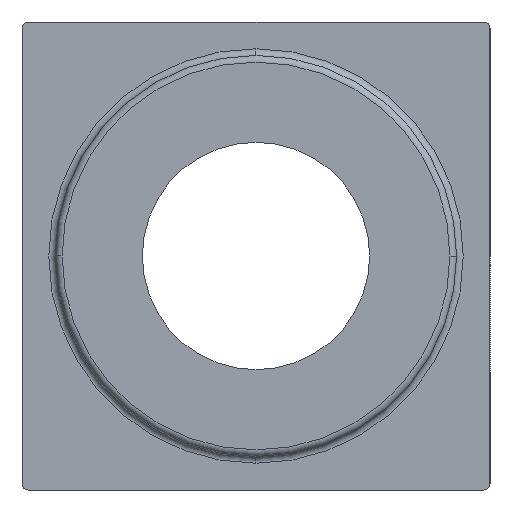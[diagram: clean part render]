
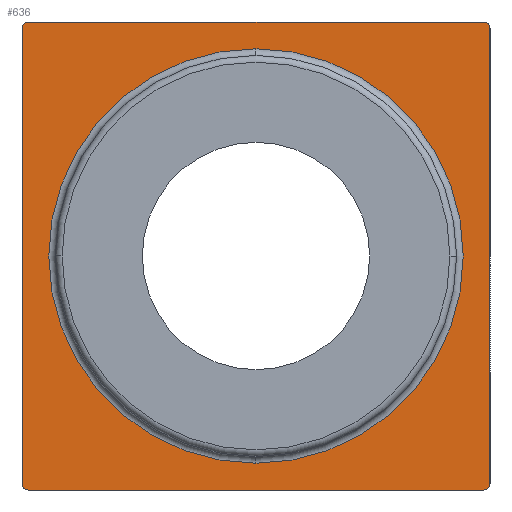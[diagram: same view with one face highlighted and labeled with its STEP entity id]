
A CAD part, left-side view. The second image highlights one B-rep face of the part: STEP entity #636.
In plain terms, the highlighted planar face has unit normal (-1, 0, 0).
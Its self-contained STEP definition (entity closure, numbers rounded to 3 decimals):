
#26 = DIRECTION ( 'NONE',  ( 1., 0., 0. ) ) ;
#27 = CARTESIAN_POINT ( 'NONE',  ( -74., 0., 35. ) ) ;
#28 = DIRECTION ( 'NONE',  ( 0., 0., -1. ) ) ;
#29 = AXIS2_PLACEMENT_3D ( 'NONE', #27, #26, #28 ) ;
#30 = DIRECTION ( 'NONE',  ( -1., 0., 0. ) ) ;
#31 = AXIS2_PLACEMENT_3D ( 'NONE', #33, #30, #38 ) ;
#33 = CARTESIAN_POINT ( 'NONE',  ( -74., -34., 69. ) ) ;
#35 = CIRCLE ( 'NONE', #31, 1. ) ;
#38 = DIRECTION ( 'NONE',  ( 0., 0., -1. ) ) ;
#39 = CARTESIAN_POINT ( 'NONE',  ( -74., 34., 70. ) ) ;
#58 = CARTESIAN_POINT ( 'NONE',  ( -74., -34., 70. ) ) ;
#299 = CARTESIAN_POINT ( 'NONE',  ( -74., 34., 0. ) ) ;
#316 = DIRECTION ( 'NONE',  ( 0., -1., 0. ) ) ;
#317 = VECTOR ( 'NONE', #316, 1000. ) ;
#318 = CARTESIAN_POINT ( 'NONE',  ( -74., 35., 0. ) ) ;
#319 = LINE ( 'NONE', #318, #317 ) ;
#320 = CARTESIAN_POINT ( 'NONE',  ( -74., 35., 69. ) ) ;
#321 = DIRECTION ( 'NONE',  ( 0., 0., -1. ) ) ;
#322 = DIRECTION ( 'NONE',  ( -1., 0., 0. ) ) ;
#323 = CARTESIAN_POINT ( 'NONE',  ( -74., 34., 69. ) ) ;
#324 = AXIS2_PLACEMENT_3D ( 'NONE', #323, #322, #321 ) ;
#359 = CIRCLE ( 'NONE', #324, 1. ) ;
#360 = DIRECTION ( 'NONE',  ( 0., -1., 0. ) ) ;
#361 = VECTOR ( 'NONE', #360, 1000. ) ;
#362 = CARTESIAN_POINT ( 'NONE',  ( -74., 35., 70. ) ) ;
#363 = LINE ( 'NONE', #362, #361 ) ;
#380 = CARTESIAN_POINT ( 'NONE',  ( -74., -35., 69. ) ) ;
#381 = DIRECTION ( 'NONE',  ( 0., 0., -1. ) ) ;
#382 = VECTOR ( 'NONE', #381, 1000. ) ;
#383 = CARTESIAN_POINT ( 'NONE',  ( -74., -35., 17.5 ) ) ;
#384 = LINE ( 'NONE', #383, #382 ) ;
#418 = DIRECTION ( 'NONE',  ( 0., 0., -1. ) ) ;
#419 = DIRECTION ( 'NONE',  ( -1., 0., 0. ) ) ;
#420 = CARTESIAN_POINT ( 'NONE',  ( -74., 34., 1. ) ) ;
#421 = AXIS2_PLACEMENT_3D ( 'NONE', #420, #419, #418 ) ;
#422 = CIRCLE ( 'NONE', #421, 1. ) ;
#423 = CARTESIAN_POINT ( 'NONE',  ( -74., 35., 1. ) ) ;
#424 = DIRECTION ( 'NONE',  ( 0., 0., -1. ) ) ;
#425 = VECTOR ( 'NONE', #424, 1000. ) ;
#426 = CARTESIAN_POINT ( 'NONE',  ( -74., 35., 17.5 ) ) ;
#427 = LINE ( 'NONE', #426, #425 ) ;
#428 = DIRECTION ( 'NONE',  ( 0., 0., -1. ) ) ;
#429 = DIRECTION ( 'NONE',  ( 1., 0., 0. ) ) ;
#430 = CARTESIAN_POINT ( 'NONE',  ( -74., 35., 17.5 ) ) ;
#431 = AXIS2_PLACEMENT_3D ( 'NONE', #430, #429, #428 ) ;
#432 = PLANE ( 'NONE',  #431 ) ;
#433 = FACE_OUTER_BOUND ( 'NONE', #540, .T. ) ;
#434 = FACE_BOUND ( 'NONE', #604, .T. ) ;
#435 = CARTESIAN_POINT ( 'NONE',  ( -74., -35., 1. ) ) ;
#436 = DIRECTION ( 'NONE',  ( 0., 0., -1. ) ) ;
#437 = DIRECTION ( 'NONE',  ( -1., 0., 0. ) ) ;
#438 = CARTESIAN_POINT ( 'NONE',  ( -74., -34., 1. ) ) ;
#439 = AXIS2_PLACEMENT_3D ( 'NONE', #438, #437, #436 ) ;
#440 = CIRCLE ( 'NONE', #439, 1. ) ;
#441 = CARTESIAN_POINT ( 'NONE',  ( -74., -34., 0. ) ) ;
#473 = EDGE_CURVE ( 'NONE', #474, #475, #751, .T. ) ;
#474 = VERTEX_POINT ( 'NONE', #872 ) ;
#475 = VERTEX_POINT ( 'NONE', #871 ) ;
#539 = EDGE_CURVE ( 'NONE', #475, #474, #916, .T. ) ;
#540 = EDGE_LOOP ( 'NONE', ( #618, #633, #601, #544, #547, #614, #637, #640 ) ) ;
#544 = ORIENTED_EDGE ( 'NONE', *, *, #545, .T. ) ;
#545 = EDGE_CURVE ( 'NONE', #603, #546, #35, .T. ) ;
#546 = VERTEX_POINT ( 'NONE', #58 ) ;
#547 = ORIENTED_EDGE ( 'NONE', *, *, #613, .F. ) ;
#548 = VERTEX_POINT ( 'NONE', #39 ) ;
#601 = ORIENTED_EDGE ( 'NONE', *, *, #602, .F. ) ;
#602 = EDGE_CURVE ( 'NONE', #603, #635, #384, .T. ) ;
#603 = VERTEX_POINT ( 'NONE', #380 ) ;
#604 = EDGE_LOOP ( 'NONE', ( #605, #617 ) ) ;
#605 = ORIENTED_EDGE ( 'NONE', *, *, #539, .T. ) ;
#613 = EDGE_CURVE ( 'NONE', #548, #546, #363, .T. ) ;
#614 = ORIENTED_EDGE ( 'NONE', *, *, #615, .T. ) ;
#615 = EDGE_CURVE ( 'NONE', #548, #616, #359, .T. ) ;
#616 = VERTEX_POINT ( 'NONE', #320 ) ;
#617 = ORIENTED_EDGE ( 'NONE', *, *, #473, .T. ) ;
#618 = ORIENTED_EDGE ( 'NONE', *, *, #619, .T. ) ;
#619 = EDGE_CURVE ( 'NONE', #631, #632, #319, .T. ) ;
#631 = VERTEX_POINT ( 'NONE', #299 ) ;
#632 = VERTEX_POINT ( 'NONE', #441 ) ;
#633 = ORIENTED_EDGE ( 'NONE', *, *, #634, .T. ) ;
#634 = EDGE_CURVE ( 'NONE', #632, #635, #440, .T. ) ;
#635 = VERTEX_POINT ( 'NONE', #435 ) ;
#636 = ADVANCED_FACE ( 'NONE', ( #434, #433 ), #432, .F. ) ;
#637 = ORIENTED_EDGE ( 'NONE', *, *, #638, .T. ) ;
#638 = EDGE_CURVE ( 'NONE', #616, #639, #427, .T. ) ;
#639 = VERTEX_POINT ( 'NONE', #423 ) ;
#640 = ORIENTED_EDGE ( 'NONE', *, *, #641, .T. ) ;
#641 = EDGE_CURVE ( 'NONE', #639, #631, #422, .T. ) ;
#749 = CARTESIAN_POINT ( 'NONE',  ( -74., 0., 35. ) ) ;
#750 = AXIS2_PLACEMENT_3D ( 'NONE', #749, #874, #873 ) ;
#751 = CIRCLE ( 'NONE', #750, 31. ) ;
#871 = CARTESIAN_POINT ( 'NONE',  ( -74., 0., 4. ) ) ;
#872 = CARTESIAN_POINT ( 'NONE',  ( -74., 0., 66. ) ) ;
#873 = DIRECTION ( 'NONE',  ( 0., 0., -1. ) ) ;
#874 = DIRECTION ( 'NONE',  ( 1., 0., 0. ) ) ;
#916 = CIRCLE ( 'NONE', #29, 31. ) ;
